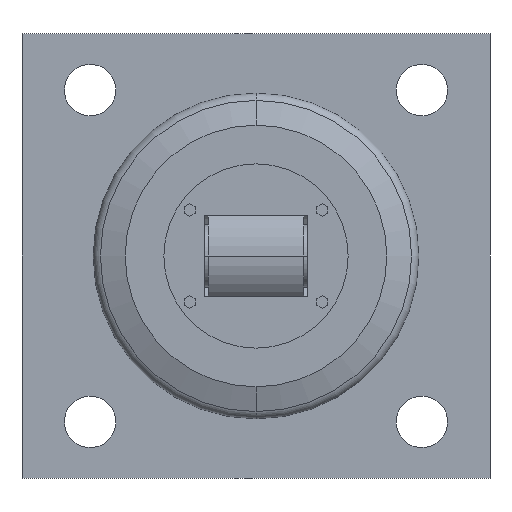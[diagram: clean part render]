
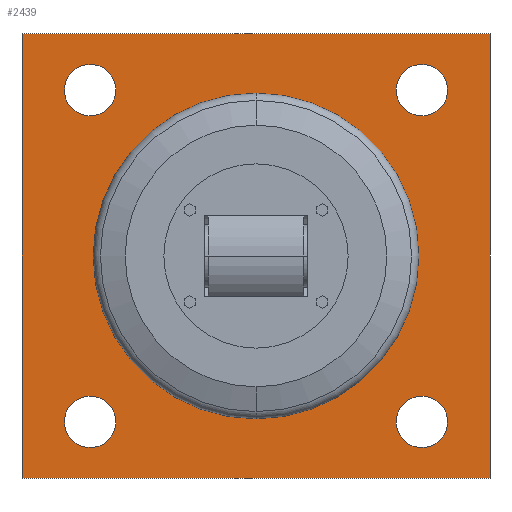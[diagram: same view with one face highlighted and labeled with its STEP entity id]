
A CAD part, left-side view. The second image highlights one B-rep face of the part: STEP entity #2439.
In plain terms, the highlighted planar face has unit normal (-1, 0, 0).
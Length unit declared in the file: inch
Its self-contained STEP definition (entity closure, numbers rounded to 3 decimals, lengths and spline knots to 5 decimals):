
#23 = DIRECTION ( 'NONE',  ( 0., 0., 1. ) ) ;
#66 = VECTOR ( 'NONE', #2336, 39.37008 ) ;
#126 = DIRECTION ( 'NONE',  ( 0., 0., 1. ) ) ;
#142 = PLANE ( 'NONE',  #1002 ) ;
#164 = FACE_BOUND ( 'NONE', #943, .T. ) ;
#186 = VECTOR ( 'NONE', #2421, 39.37008 ) ;
#225 = EDGE_CURVE ( 'NONE', #1755, #2598, #746, .T. ) ;
#231 = EDGE_CURVE ( 'NONE', #2120, #2519, #1328, .T. ) ;
#241 = DIRECTION ( 'NONE',  ( -1., 0., 0. ) ) ;
#295 = CARTESIAN_POINT ( 'NONE',  ( 1.791, -1.77165, -2.04724 ) ) ;
#297 = CARTESIAN_POINT ( 'NONE',  ( 1.791, -2.5, -2.375 ) ) ;
#345 = CARTESIAN_POINT ( 'NONE',  ( 1.791, 0., 0. ) ) ;
#360 = AXIS2_PLACEMENT_3D ( 'NONE', #369, #2983, #1246 ) ;
#369 = CARTESIAN_POINT ( 'NONE',  ( 1.791, 1.77165, -1.77165 ) ) ;
#380 = DIRECTION ( 'NONE',  ( -1., 0., 0. ) ) ;
#454 = LINE ( 'NONE', #1503, #186 ) ;
#479 = CARTESIAN_POINT ( 'NONE',  ( 1.791, 2.5, -2.375 ) ) ;
#498 = EDGE_CURVE ( 'NONE', #1755, #1929, #596, .T. ) ;
#499 = CARTESIAN_POINT ( 'NONE',  ( 1.791, 1.77165, 2.04724 ) ) ;
#519 = LINE ( 'NONE', #1330, #66 ) ;
#522 = CARTESIAN_POINT ( 'NONE',  ( 1.791, 0., 0. ) ) ;
#554 = ORIENTED_EDGE ( 'NONE', *, *, #1991, .F. ) ;
#562 = AXIS2_PLACEMENT_3D ( 'NONE', #345, #1849, #126 ) ;
#588 = AXIS2_PLACEMENT_3D ( 'NONE', #788, #2967, #1788 ) ;
#596 = LINE ( 'NONE', #479, #671 ) ;
#634 = CIRCLE ( 'NONE', #562, 0.88878 ) ;
#660 = EDGE_CURVE ( 'NONE', #1890, #2177, #2062, .T. ) ;
#669 = EDGE_CURVE ( 'NONE', #2177, #1890, #2649, .T. ) ;
#671 = VECTOR ( 'NONE', #1449, 39.37008 ) ;
#746 = LINE ( 'NONE', #1587, #3074 ) ;
#759 = VERTEX_POINT ( 'NONE', #295 ) ;
#788 = CARTESIAN_POINT ( 'NONE',  ( 1.791, -1.77165, -1.77165 ) ) ;
#798 = EDGE_CURVE ( 'NONE', #2598, #1493, #519, .T. ) ;
#814 = EDGE_CURVE ( 'NONE', #2480, #1545, #634, .T. ) ;
#836 = VERTEX_POINT ( 'NONE', #2102 ) ;
#915 = EDGE_CURVE ( 'NONE', #1545, #2480, #977, .T. ) ;
#931 = CARTESIAN_POINT ( 'NONE',  ( 1.791, -1.77165, 1.49606 ) ) ;
#943 = EDGE_LOOP ( 'NONE', ( #2671, #1143 ) ) ;
#977 = CIRCLE ( 'NONE', #2375, 0.88878 ) ;
#1002 = AXIS2_PLACEMENT_3D ( 'NONE', #3087, #3056, #2105 ) ;
#1018 = CARTESIAN_POINT ( 'NONE',  ( 1.791, 1.77165, -1.49606 ) ) ;
#1019 = CARTESIAN_POINT ( 'NONE',  ( 1.791, -1.77165, -1.77165 ) ) ;
#1030 = CARTESIAN_POINT ( 'NONE',  ( 1.791, 1.77165, 1.49606 ) ) ;
#1060 = AXIS2_PLACEMENT_3D ( 'NONE', #2240, #1223, #1738 ) ;
#1090 = DIRECTION ( 'NONE',  ( 0., 0., 1. ) ) ;
#1143 = ORIENTED_EDGE ( 'NONE', *, *, #2443, .F. ) ;
#1207 = CARTESIAN_POINT ( 'NONE',  ( 1.791, 1.77165, -1.77165 ) ) ;
#1215 = VERTEX_POINT ( 'NONE', #2621 ) ;
#1223 = DIRECTION ( 'NONE',  ( -1., 0., 0. ) ) ;
#1238 = DIRECTION ( 'NONE',  ( 0., 0., 1. ) ) ;
#1246 = DIRECTION ( 'NONE',  ( 0., 0., 1. ) ) ;
#1292 = DIRECTION ( 'NONE',  ( -1., 0., 0. ) ) ;
#1328 = CIRCLE ( 'NONE', #2213, 0.27559 ) ;
#1330 = CARTESIAN_POINT ( 'NONE',  ( 1.791, -2.5, 2.375 ) ) ;
#1392 = CARTESIAN_POINT ( 'NONE',  ( 1.791, -1.77165, 1.77165 ) ) ;
#1416 = ORIENTED_EDGE ( 'NONE', *, *, #2677, .T. ) ;
#1421 = CARTESIAN_POINT ( 'NONE',  ( 1.791, -2.5, 2.375 ) ) ;
#1449 = DIRECTION ( 'NONE',  ( 0., -1., 0. ) ) ;
#1456 = ORIENTED_EDGE ( 'NONE', *, *, #798, .F. ) ;
#1493 = VERTEX_POINT ( 'NONE', #1421 ) ;
#1503 = CARTESIAN_POINT ( 'NONE',  ( 1.791, -2.5, -141.625 ) ) ;
#1543 = DIRECTION ( 'NONE',  ( 0., 0., 1. ) ) ;
#1545 = VERTEX_POINT ( 'NONE', #1639 ) ;
#1573 = ORIENTED_EDGE ( 'NONE', *, *, #2586, .F. ) ;
#1587 = CARTESIAN_POINT ( 'NONE',  ( 1.791, 2.5, -141.625 ) ) ;
#1599 = FACE_OUTER_BOUND ( 'NONE', #2625, .T. ) ;
#1600 = DIRECTION ( 'NONE',  ( 0., 0., 1. ) ) ;
#1620 = ORIENTED_EDGE ( 'NONE', *, *, #225, .F. ) ;
#1639 = CARTESIAN_POINT ( 'NONE',  ( 1.791, 0., -0.88878 ) ) ;
#1692 = CIRCLE ( 'NONE', #2817, 0.27559 ) ;
#1738 = DIRECTION ( 'NONE',  ( 0., 0., 1. ) ) ;
#1743 = CARTESIAN_POINT ( 'NONE',  ( 1.791, 2.5, 2.375 ) ) ;
#1748 = FACE_BOUND ( 'NONE', #2576, .T. ) ;
#1755 = VERTEX_POINT ( 'NONE', #3157 ) ;
#1757 = FACE_BOUND ( 'NONE', #2781, .T. ) ;
#1788 = DIRECTION ( 'NONE',  ( 0., 0., 1. ) ) ;
#1793 = VERTEX_POINT ( 'NONE', #1018 ) ;
#1830 = AXIS2_PLACEMENT_3D ( 'NONE', #2670, #1988, #1238 ) ;
#1842 = DIRECTION ( 'NONE',  ( -1., 0., 0. ) ) ;
#1849 = DIRECTION ( 'NONE',  ( -1., 0., 0. ) ) ;
#1890 = VERTEX_POINT ( 'NONE', #1030 ) ;
#1900 = FACE_BOUND ( 'NONE', #2772, .T. ) ;
#1929 = VERTEX_POINT ( 'NONE', #297 ) ;
#1988 = DIRECTION ( 'NONE',  ( -1., 0., 0. ) ) ;
#1991 = EDGE_CURVE ( 'NONE', #1793, #1215, #2167, .T. ) ;
#2057 = AXIS2_PLACEMENT_3D ( 'NONE', #1392, #380, #1600 ) ;
#2062 = CIRCLE ( 'NONE', #1060, 0.27559 ) ;
#2079 = CIRCLE ( 'NONE', #2630, 0.27559 ) ;
#2102 = CARTESIAN_POINT ( 'NONE',  ( 1.791, -1.77165, -1.49606 ) ) ;
#2103 = ORIENTED_EDGE ( 'NONE', *, *, #498, .T. ) ;
#2105 = DIRECTION ( 'NONE',  ( 0., 0., 1. ) ) ;
#2120 = VERTEX_POINT ( 'NONE', #2247 ) ;
#2123 = EDGE_CURVE ( 'NONE', #759, #836, #3071, .T. ) ;
#2137 = ORIENTED_EDGE ( 'NONE', *, *, #2123, .F. ) ;
#2145 = ORIENTED_EDGE ( 'NONE', *, *, #660, .F. ) ;
#2167 = CIRCLE ( 'NONE', #360, 0.27559 ) ;
#2177 = VERTEX_POINT ( 'NONE', #499 ) ;
#2208 = CIRCLE ( 'NONE', #2057, 0.27559 ) ;
#2213 = AXIS2_PLACEMENT_3D ( 'NONE', #2801, #1842, #3044 ) ;
#2240 = CARTESIAN_POINT ( 'NONE',  ( 1.791, 1.77165, 1.77165 ) ) ;
#2247 = CARTESIAN_POINT ( 'NONE',  ( 1.791, -1.77165, 2.04724 ) ) ;
#2336 = DIRECTION ( 'NONE',  ( 0., -1., 0. ) ) ;
#2375 = AXIS2_PLACEMENT_3D ( 'NONE', #522, #1292, #1543 ) ;
#2400 = ORIENTED_EDGE ( 'NONE', *, *, #814, .F. ) ;
#2421 = DIRECTION ( 'NONE',  ( 0., 0., 1. ) ) ;
#2439 = ADVANCED_FACE ( 'NONE', ( #2675, #1748, #164, #1757, #1900, #1599 ), #142, .T. ) ;
#2443 = EDGE_CURVE ( 'NONE', #2519, #2120, #2208, .T. ) ;
#2480 = VERTEX_POINT ( 'NONE', #2604 ) ;
#2519 = VERTEX_POINT ( 'NONE', #931 ) ;
#2576 = EDGE_LOOP ( 'NONE', ( #2650, #2137 ) ) ;
#2586 = EDGE_CURVE ( 'NONE', #1215, #1793, #1692, .T. ) ;
#2598 = VERTEX_POINT ( 'NONE', #1743 ) ;
#2604 = CARTESIAN_POINT ( 'NONE',  ( 1.791, 0., 0.88878 ) ) ;
#2621 = CARTESIAN_POINT ( 'NONE',  ( 1.791, 1.77165, -2.04724 ) ) ;
#2625 = EDGE_LOOP ( 'NONE', ( #2103, #1416, #1456, #1620 ) ) ;
#2630 = AXIS2_PLACEMENT_3D ( 'NONE', #1019, #241, #2718 ) ;
#2649 = CIRCLE ( 'NONE', #1830, 0.27559 ) ;
#2650 = ORIENTED_EDGE ( 'NONE', *, *, #2905, .F. ) ;
#2670 = CARTESIAN_POINT ( 'NONE',  ( 1.791, 1.77165, 1.77165 ) ) ;
#2671 = ORIENTED_EDGE ( 'NONE', *, *, #231, .F. ) ;
#2675 = FACE_BOUND ( 'NONE', #3105, .T. ) ;
#2677 = EDGE_CURVE ( 'NONE', #1929, #1493, #454, .T. ) ;
#2718 = DIRECTION ( 'NONE',  ( 0., 0., 1. ) ) ;
#2772 = EDGE_LOOP ( 'NONE', ( #2400, #3033 ) ) ;
#2781 = EDGE_LOOP ( 'NONE', ( #2860, #2145 ) ) ;
#2801 = CARTESIAN_POINT ( 'NONE',  ( 1.791, -1.77165, 1.77165 ) ) ;
#2817 = AXIS2_PLACEMENT_3D ( 'NONE', #1207, #2903, #23 ) ;
#2860 = ORIENTED_EDGE ( 'NONE', *, *, #669, .F. ) ;
#2903 = DIRECTION ( 'NONE',  ( -1., 0., 0. ) ) ;
#2905 = EDGE_CURVE ( 'NONE', #836, #759, #2079, .T. ) ;
#2967 = DIRECTION ( 'NONE',  ( -1., 0., 0. ) ) ;
#2983 = DIRECTION ( 'NONE',  ( -1., 0., 0. ) ) ;
#3033 = ORIENTED_EDGE ( 'NONE', *, *, #915, .F. ) ;
#3044 = DIRECTION ( 'NONE',  ( 0., 0., 1. ) ) ;
#3056 = DIRECTION ( 'NONE',  ( -1., 0., 0. ) ) ;
#3071 = CIRCLE ( 'NONE', #588, 0.27559 ) ;
#3074 = VECTOR ( 'NONE', #1090, 39.37008 ) ;
#3087 = CARTESIAN_POINT ( 'NONE',  ( 1.791, -2.5, -141.625 ) ) ;
#3105 = EDGE_LOOP ( 'NONE', ( #554, #1573 ) ) ;
#3157 = CARTESIAN_POINT ( 'NONE',  ( 1.791, 2.5, -2.375 ) ) ;
